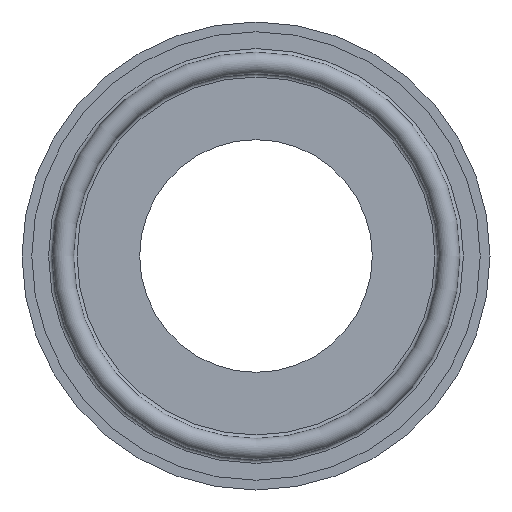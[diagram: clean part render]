
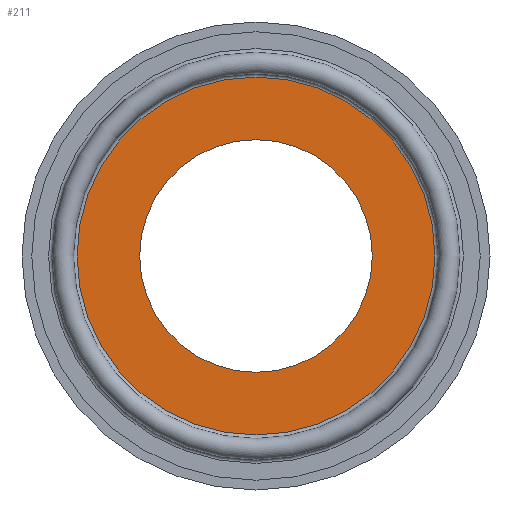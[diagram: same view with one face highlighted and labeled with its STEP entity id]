
A CAD part, front view. The second image highlights one B-rep face of the part: STEP entity #211.
In plain terms, the highlighted planar face has unit normal (0, -1, 0).
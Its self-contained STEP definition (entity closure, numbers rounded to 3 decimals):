
#44=FACE_BOUND('',#97,.T.);
#62=FACE_OUTER_BOUND('',#96,.T.);
#96=EDGE_LOOP('',(#186));
#97=EDGE_LOOP('',(#187));
#116=CIRCLE('',#247,20.15);
#117=CIRCLE('',#249,13.1);
#134=VERTEX_POINT('',#374);
#135=VERTEX_POINT('',#377);
#152=EDGE_CURVE('',#134,#134,#116,.T.);
#153=EDGE_CURVE('',#135,#135,#117,.T.);
#186=ORIENTED_EDGE('',*,*,#152,.T.);
#187=ORIENTED_EDGE('',*,*,#153,.F.);
#194=PLANE('',#248);
#211=ADVANCED_FACE('',(#62,#44),#194,.T.);
#247=AXIS2_PLACEMENT_3D('',#375,#317,#318);
#248=AXIS2_PLACEMENT_3D('',#376,#319,#320);
#249=AXIS2_PLACEMENT_3D('',#378,#321,#322);
#317=DIRECTION('center_axis',(0.,-1.,0.));
#318=DIRECTION('ref_axis',(1.,0.,0.));
#319=DIRECTION('center_axis',(0.,-1.,0.));
#320=DIRECTION('ref_axis',(0.,0.,-1.));
#321=DIRECTION('center_axis',(0.,-1.,0.));
#322=DIRECTION('ref_axis',(1.,0.,0.));
#374=CARTESIAN_POINT('',(20.15,0.,0.));
#375=CARTESIAN_POINT('Origin',(0.,0.,
0.));
#376=CARTESIAN_POINT('Origin',(16.625,0.,0.));
#377=CARTESIAN_POINT('',(13.1,0.,0.));
#378=CARTESIAN_POINT('Origin',(0.,0.,
0.));
